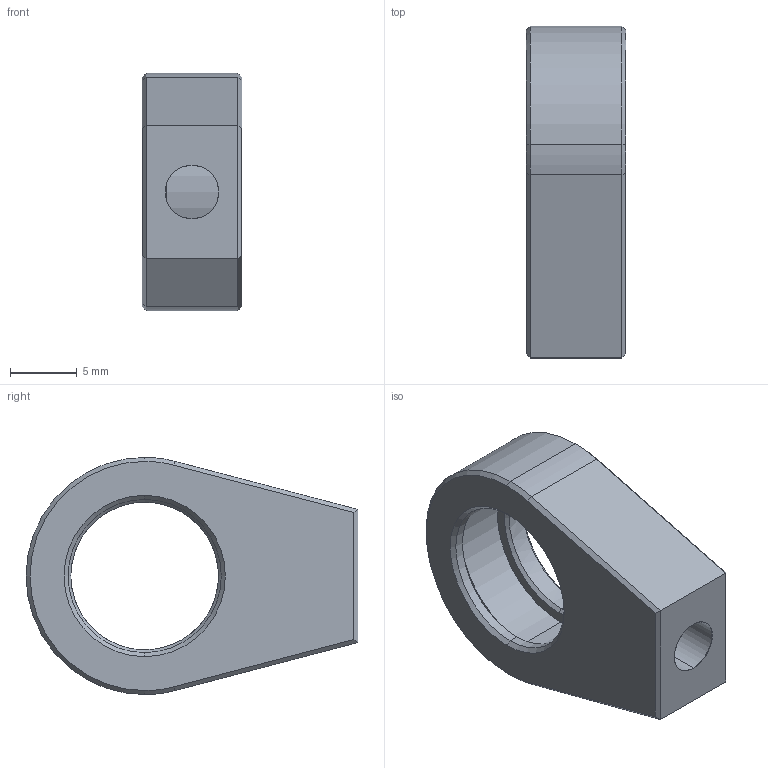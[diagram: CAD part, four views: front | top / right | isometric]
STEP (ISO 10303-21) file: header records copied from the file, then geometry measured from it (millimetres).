
FILE_DESCRIPTION (( 'STEP AP203' ), '1' );
FILE_NAME ('1.3.1.1-ZZT-0.5.STEP', '2022-04-22T01:04:40', ( '' ), ( '' ), 'SwSTEP 2.0', 'SolidWorks 2021', '' );
FILE_SCHEMA (( 'CONFIG_CONTROL_DESIGN' ));
Length unit declared in the file: millimetre
Products named in the file (1): 1.3.1.1-ZZT-0.5
Bounding box: 7.5 x 24.9 x 17.8 mm (x, y, z)
Surface area: 1571.2 mm2 (no closed solid volume)
Topology: 0 solids, 2 shells, 55 faces, 131 edges, 81 vertices
Faces by surface type: plane 22, cone 20, cylinder 13
Entity records: 1669 total; most frequent: DIRECTION 292, CARTESIAN_POINT 292, ORIENTED_EDGE 249, EDGE_CURVE 131, AXIS2_PLACEMENT_3D 113, VERTEX_POINT 81, LINE 66, VECTOR 66
